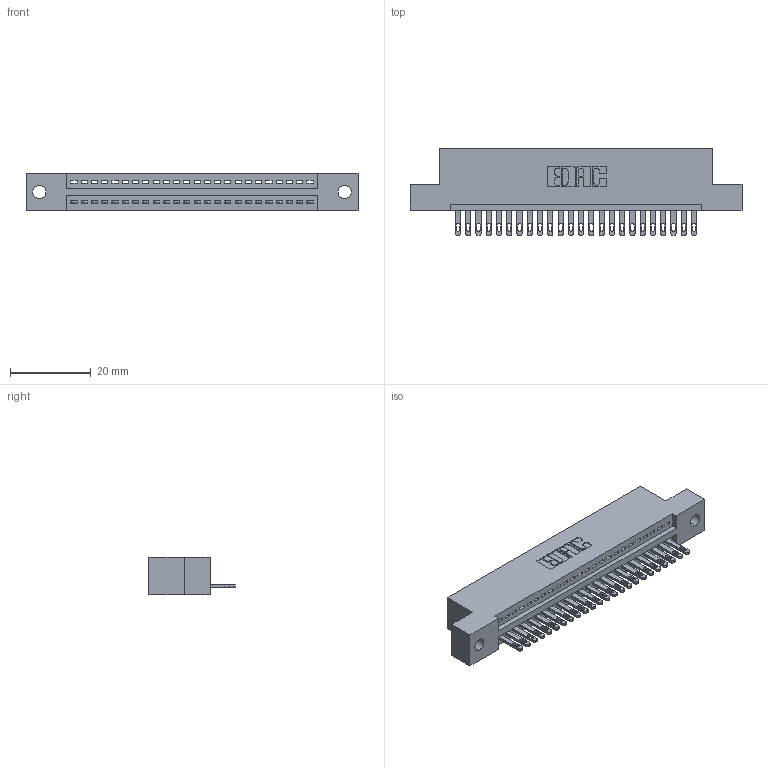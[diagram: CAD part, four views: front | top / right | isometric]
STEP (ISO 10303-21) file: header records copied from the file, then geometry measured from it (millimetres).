
FILE_DESCRIPTION (( 'STEP AP203' ), '1' );
FILE_NAME ('345-024-500-102.STEP', '2018-08-21T04:15:45', ( '' ), ( '' ), 'SwSTEP 2.0', 'SolidWorks 2016', '' );
FILE_SCHEMA (( 'CONFIG_CONTROL_DESIGN' ));
Length unit declared in the file: inch
Products named in the file (3): 345 Part_Flush Mounting Lugs - 0.128 Dia; 345-292-001_345-293-100; 345-024-500-102
Assembly tree (25 placements, depth 2):
  345-024-500-102
    345 Part_Flush Mounting Lugs - 0.128 Dia
    345-292-001_345-293-100  x24
Bounding box: 82.17 x 21.51 x 9.4 mm (x, y, z)
Volume: 7635.2 mm3; surface area: 9684.3 mm2
Topology: 25 solids, 25 shells, 1422 faces, 4373 edges, 2914 vertices
Faces by surface type: plane 896, cylinder 526
Entity records: 20419 total; most frequent: CARTESIAN_POINT 3544, ORIENTED_EDGE 3502, DIRECTION 3123, EDGE_CURVE 1751, LINE 1519, VECTOR 1519, VERTEX_POINT 1166, AXIS2_PLACEMENT_3D 802
